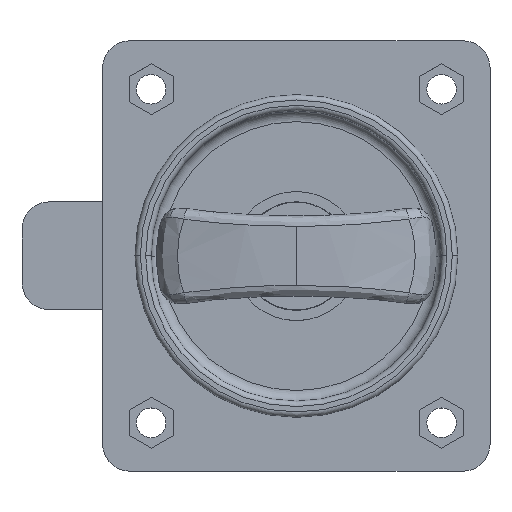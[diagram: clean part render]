
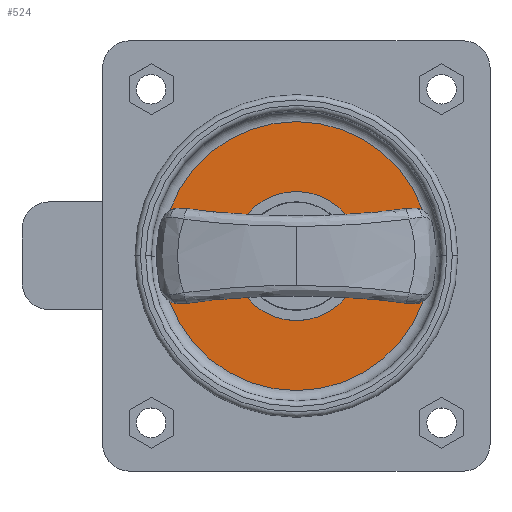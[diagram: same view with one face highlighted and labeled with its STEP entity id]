
A CAD part, top view. The second image highlights one B-rep face of the part: STEP entity #524.
In plain terms, the highlighted planar face has unit normal (0, 0, 1).
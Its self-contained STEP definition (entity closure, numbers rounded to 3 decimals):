
#204 = CARTESIAN_POINT ( 'NONE',  ( 25., 0., -6.5 ) ) ;
#266 = CIRCLE ( 'NONE', #3880, 25. ) ;
#347 = VERTEX_POINT ( 'NONE', #3524 ) ;
#353 = CIRCLE ( 'NONE', #4723, 25. ) ;
#524 = ADVANCED_FACE ( 'NONE', ( #7384, #7604 ), #5918, .T. ) ;
#1420 = DIRECTION ( 'NONE',  ( 1., 0., 0. ) ) ;
#2296 = DIRECTION ( 'NONE',  ( 0., 0., 1. ) ) ;
#2993 = EDGE_CURVE ( 'NONE', #8310, #5396, #266, .T. ) ;
#3165 = EDGE_CURVE ( 'NONE', #347, #8511, #3584, .T. ) ;
#3179 = CARTESIAN_POINT ( 'NONE',  ( 0., 0., -6.5 ) ) ;
#3248 = CARTESIAN_POINT ( 'NONE',  ( 0., 0., -6.5 ) ) ;
#3308 = DIRECTION ( 'NONE',  ( 1., 0., 0. ) ) ;
#3464 = ORIENTED_EDGE ( 'NONE', *, *, #4512, .T. ) ;
#3481 = AXIS2_PLACEMENT_3D ( 'NONE', #5537, #4678, #3815 ) ;
#3524 = CARTESIAN_POINT ( 'NONE',  ( 12., 0., -6.5 ) ) ;
#3584 = CIRCLE ( 'NONE', #3481, 12. ) ;
#3815 = DIRECTION ( 'NONE',  ( 1., 0., 0. ) ) ;
#3880 = AXIS2_PLACEMENT_3D ( 'NONE', #3248, #5648, #4778 ) ;
#3911 = CIRCLE ( 'NONE', #5162, 12. ) ;
#4170 = DIRECTION ( 'NONE',  ( 0., 0., 1. ) ) ;
#4512 = EDGE_CURVE ( 'NONE', #5396, #8310, #353, .T. ) ;
#4678 = DIRECTION ( 'NONE',  ( 0., 0., 1. ) ) ;
#4723 = AXIS2_PLACEMENT_3D ( 'NONE', #3179, #2296, #1420 ) ;
#4778 = DIRECTION ( 'NONE',  ( 1., 0., 0. ) ) ;
#4901 = CARTESIAN_POINT ( 'NONE',  ( -25., 0., -6.5 ) ) ;
#5036 = EDGE_LOOP ( 'NONE', ( #6205, #7566 ) ) ;
#5043 = CARTESIAN_POINT ( 'NONE',  ( 0., -12., -6.5 ) ) ;
#5094 = ORIENTED_EDGE ( 'NONE', *, *, #2993, .T. ) ;
#5158 = CARTESIAN_POINT ( 'NONE',  ( -12., 0., -6.5 ) ) ;
#5162 = AXIS2_PLACEMENT_3D ( 'NONE', #7293, #6405, #5517 ) ;
#5396 = VERTEX_POINT ( 'NONE', #4901 ) ;
#5517 = DIRECTION ( 'NONE',  ( 1., 0., 0. ) ) ;
#5537 = CARTESIAN_POINT ( 'NONE',  ( 0., 0., -6.5 ) ) ;
#5648 = DIRECTION ( 'NONE',  ( 0., 0., 1. ) ) ;
#5901 = EDGE_LOOP ( 'NONE', ( #5094, #3464 ) ) ;
#5918 = PLANE ( 'NONE',  #8056 ) ;
#6205 = ORIENTED_EDGE ( 'NONE', *, *, #3165, .F. ) ;
#6405 = DIRECTION ( 'NONE',  ( 0., 0., 1. ) ) ;
#7293 = CARTESIAN_POINT ( 'NONE',  ( 0., 0., -6.5 ) ) ;
#7384 = FACE_OUTER_BOUND ( 'NONE', #5901, .T. ) ;
#7566 = ORIENTED_EDGE ( 'NONE', *, *, #8373, .F. ) ;
#7604 = FACE_BOUND ( 'NONE', #5036, .T. ) ;
#8056 = AXIS2_PLACEMENT_3D ( 'NONE', #5043, #4170, #3308 ) ;
#8310 = VERTEX_POINT ( 'NONE', #204 ) ;
#8373 = EDGE_CURVE ( 'NONE', #8511, #347, #3911, .T. ) ;
#8511 = VERTEX_POINT ( 'NONE', #5158 ) ;
